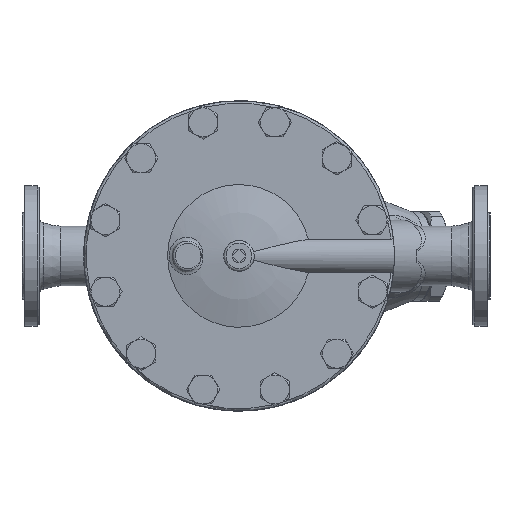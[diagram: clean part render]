
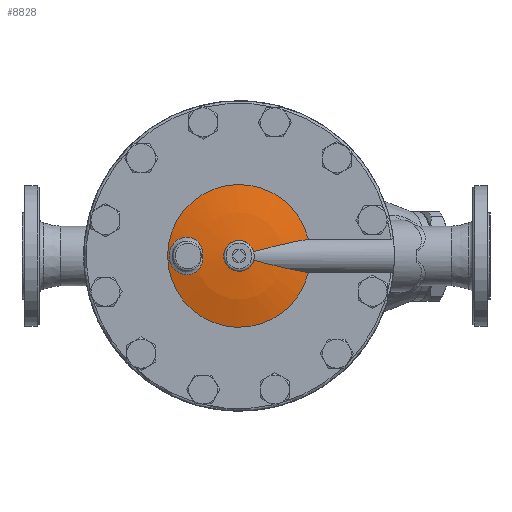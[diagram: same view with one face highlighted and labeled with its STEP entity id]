
A CAD part, top view. The second image highlights one B-rep face of the part: STEP entity #8828.
In plain terms, the highlighted spherical face has radius 299 mm.
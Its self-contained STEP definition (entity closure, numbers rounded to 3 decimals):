
#8460=CARTESIAN_POINT('',(81.546,-19.596,32.1));
#8461=VERTEX_POINT('',#8460);
#8468=CARTESIAN_POINT('',(81.546,19.596,32.1));
#8469=VERTEX_POINT('',#8468);
#8470=CARTESIAN_POINT('',(0.,0.0,32.1));
#8471=DIRECTION('',(0.0,0.0,-1.0));
#8472=DIRECTION('',(0.0,1.0,0.0));
#8473=AXIS2_PLACEMENT_3D('',#8470,#8471,#8472);
#8474=CIRCLE('',#8473,83.868);
#8475=EDGE_CURVE('',#8461,#8469,#8474,.T.);
#8705=CARTESIAN_POINT('',(17.337,4.841,43.561));
#8706=VERTEX_POINT('',#8705);
#8707=CARTESIAN_POINT('',(17.337,4.841,43.561));
#8708=CARTESIAN_POINT('',(19.981,5.574,43.395));
#8709=CARTESIAN_POINT('',(22.651,6.308,43.19));
#8710=CARTESIAN_POINT('',(33.013,9.116,42.242));
#8711=CARTESIAN_POINT('',(40.841,11.156,41.203));
#8712=CARTESIAN_POINT('',(56.455,14.89,38.46));
#8713=CARTESIAN_POINT('',(64.242,16.582,36.758));
#8714=CARTESIAN_POINT('',(75.113,18.572,33.939));
#8715=CARTESIAN_POINT('',(78.354,19.116,33.04));
#8716=CARTESIAN_POINT('',(81.546,19.596,32.1));
#8717=B_SPLINE_CURVE_WITH_KNOTS('',3,(#8707,#8708,#8709,#8710,#8711,#8712,#8713,#8714,#8715,#8716),.UNSPECIFIED.,.F.,.U.,(4,2,2,2,4),(10.757,11.543,13.782,16.021,16.988),.UNSPECIFIED.);
#8718=EDGE_CURVE('',#8706,#8469,#8717,.T.);
#8720=CARTESIAN_POINT('',(17.337,-4.841,43.561));
#8721=VERTEX_POINT('',#8720);
#8735=CARTESIAN_POINT('',(81.546,-19.596,32.1));
#8736=CARTESIAN_POINT('',(78.354,-19.116,33.04));
#8737=CARTESIAN_POINT('',(75.113,-18.572,33.939));
#8738=CARTESIAN_POINT('',(64.242,-16.582,36.758));
#8739=CARTESIAN_POINT('',(56.455,-14.89,38.46));
#8740=CARTESIAN_POINT('',(40.841,-11.156,41.203));
#8741=CARTESIAN_POINT('',(33.013,-9.116,42.242));
#8742=CARTESIAN_POINT('',(22.651,-6.308,43.19));
#8743=CARTESIAN_POINT('',(19.981,-5.574,43.395));
#8744=CARTESIAN_POINT('',(17.337,-4.841,43.561));
#8745=B_SPLINE_CURVE_WITH_KNOTS('',3,(#8735,#8736,#8737,#8738,#8739,#8740,#8741,#8742,#8743,#8744),.UNSPECIFIED.,.F.,.U.,(4,2,2,2,4),(1.273,2.239,4.479,6.718,7.504),.UNSPECIFIED.);
#8746=EDGE_CURVE('',#8461,#8721,#8745,.T.);
#8779=CARTESIAN_POINT('',(0.,0.0,43.561));
#8780=DIRECTION('',(0.0,0.0,-1.0));
#8781=DIRECTION('',(1.0,0.0,0.0));
#8782=AXIS2_PLACEMENT_3D('',#8779,#8780,#8781);
#8783=CIRCLE('',#8782,18.);
#8784=EDGE_CURVE('',#8721,#8706,#8783,.T.);
#8789=CARTESIAN_POINT('',(0.0,0.0,-254.897));
#8790=DIRECTION('',(0.0,0.0,1.0));
#8791=DIRECTION('',(1.0,0.0,0.0));
#8792=AXIS2_PLACEMENT_3D('',#8789,#8790,#8791);
#8793=SPHERICAL_SURFACE('',#8792,299.);
#8794=CARTESIAN_POINT('',(-68.802,20.621,35.348));
#8795=VERTEX_POINT('',#8794);
#8796=CARTESIAN_POINT('',(-68.803,20.623,35.348));
#8797=CARTESIAN_POINT('',(-71.685,19.442,34.748));
#8798=CARTESIAN_POINT('',(-76.946,15.677,33.662));
#8799=CARTESIAN_POINT('',(-81.706,7.188,32.687));
#8800=CARTESIAN_POINT('',(-82.675,-2.536,32.49));
#8801=CARTESIAN_POINT('',(-80.016,-10.803,33.033));
#8802=CARTESIAN_POINT('',(-75.425,-16.682,33.976));
#8803=CARTESIAN_POINT('',(-70.222,-20.333,35.051));
#8804=CARTESIAN_POINT('',(-62.163,-22.882,36.73));
#8805=CARTESIAN_POINT('',(-53.54,-21.272,38.557));
#8806=CARTESIAN_POINT('',(-47.44,-16.094,39.895));
#8807=CARTESIAN_POINT('',(-44.581,-11.608,40.546));
#8808=CARTESIAN_POINT('',(-43.067,-7.072,40.914));
#8809=CARTESIAN_POINT('',(-42.543,-2.263,41.065));
#8810=CARTESIAN_POINT('',(-42.551,2.471,41.062));
#8811=CARTESIAN_POINT('',(-43.107,7.239,40.904));
#8812=CARTESIAN_POINT('',(-45.165,13.287,40.404));
#8813=CARTESIAN_POINT('',(-50.45,19.51,39.224));
#8814=CARTESIAN_POINT('',(-59.547,22.79,37.281));
#8815=CARTESIAN_POINT('',(-65.92,21.803,35.947));
#8816=CARTESIAN_POINT('',(-68.803,20.623,35.348));
#8817=B_SPLINE_CURVE_WITH_KNOTS('',3,(#8796,#8797,#8798,#8799,#8800,#8801,#8802,#8803,#8804,#8805,#8806,#8807,#8808,#8809,#8810,#8811,#8812,#8813,#8814,#8815,#8816),.UNSPECIFIED.,.T.,.U.,(4,1,1,1,1,1,1,1,1,1,1,1,1,1,1,1,1,1,4),(0.0,0.97,1.94,2.909,3.879,4.526,5.172,5.819,7.112,7.758,8.243,8.728,9.213,9.698,10.183,10.668,11.637,12.607,13.577),.UNSPECIFIED.);
#8818=EDGE_CURVE('',#8795,#8795,#8817,.T.);
#8819=ORIENTED_EDGE('',*,*,#8818,.F.);
#8820=EDGE_LOOP('',(#8819));
#8821=FACE_OUTER_BOUND('',#8820,.T.);
#8822=ORIENTED_EDGE('',*,*,#8746,.T.);
#8823=ORIENTED_EDGE('',*,*,#8784,.T.);
#8824=ORIENTED_EDGE('',*,*,#8718,.T.);
#8825=ORIENTED_EDGE('',*,*,#8475,.F.);
#8826=EDGE_LOOP('',(#8822,#8823,#8824,#8825));
#8827=FACE_BOUND('',#8826,.T.);
#8828=ADVANCED_FACE('',(#8821,#8827),#8793,.T.);
